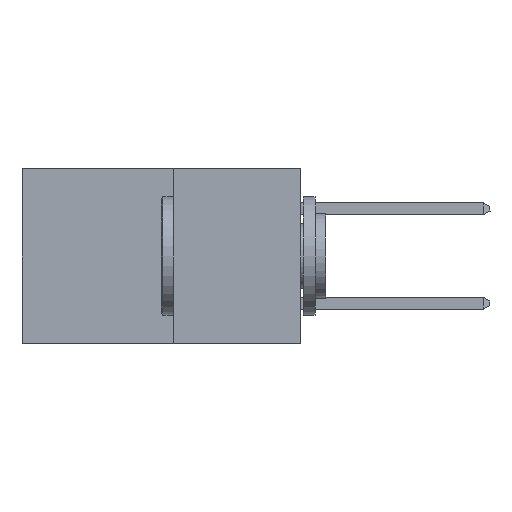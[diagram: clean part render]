
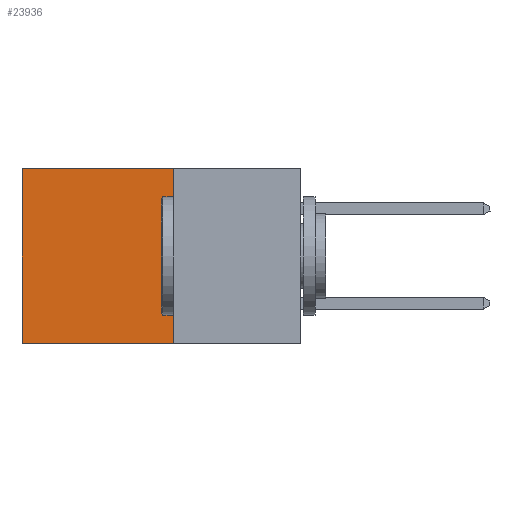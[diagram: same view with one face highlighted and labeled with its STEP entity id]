
A CAD part, left-side view. The second image highlights one B-rep face of the part: STEP entity #23936.
In plain terms, the highlighted planar face has unit normal (-1, 0, 0).
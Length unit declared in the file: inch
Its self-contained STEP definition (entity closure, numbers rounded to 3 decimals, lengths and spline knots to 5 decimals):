
#3851 = FACE_OUTER_BOUND ( 'NONE', #26819, .T. ) ;
#4415 = DIRECTION ( 'NONE',  ( 1., 0., 0. ) ) ;
#4958 = VECTOR ( 'NONE', #15148, 39.37008 ) ;
#5209 = CARTESIAN_POINT ( 'NONE',  ( 0.277, 0.59, 0. ) ) ;
#5245 = AXIS2_PLACEMENT_3D ( 'NONE', #29815, #4415, #20724 ) ;
#5363 = CARTESIAN_POINT ( 'NONE',  ( 0.277, 0.27, -0.37 ) ) ;
#5726 = LINE ( 'NONE', #15248, #4958 ) ;
#5836 = VECTOR ( 'NONE', #21286, 39.37008 ) ;
#6589 = LINE ( 'NONE', #18974, #5836 ) ;
#7924 = EDGE_CURVE ( 'NONE', #24198, #14305, #5726, .T. ) ;
#9014 = VECTOR ( 'NONE', #29361, 39.37008 ) ;
#10539 = VERTEX_POINT ( 'NONE', #5363 ) ;
#12774 = VERTEX_POINT ( 'NONE', #27369 ) ;
#13729 = PLANE ( 'NONE',  #5245 ) ;
#14305 = VERTEX_POINT ( 'NONE', #18924 ) ;
#15148 = DIRECTION ( 'NONE',  ( 0., 0., -1. ) ) ;
#15248 = CARTESIAN_POINT ( 'NONE',  ( 0.277, 0.59, -0.37 ) ) ;
#16273 = LINE ( 'NONE', #27644, #20972 ) ;
#17351 = LINE ( 'NONE', #26993, #9014 ) ;
#18489 = EDGE_CURVE ( 'NONE', #12774, #10539, #17351, .T. ) ;
#18504 = DIRECTION ( 'NONE',  ( 0., 1., 0. ) ) ;
#18924 = CARTESIAN_POINT ( 'NONE',  ( 0.277, 0.59, -0.37 ) ) ;
#18974 = CARTESIAN_POINT ( 'NONE',  ( 0.277, 0.27, -0.37 ) ) ;
#20724 = DIRECTION ( 'NONE',  ( 0., 0., -1. ) ) ;
#20972 = VECTOR ( 'NONE', #18504, 39.37008 ) ;
#21207 = ORIENTED_EDGE ( 'NONE', *, *, #21826, .F. ) ;
#21286 = DIRECTION ( 'NONE',  ( 0., 1., 0. ) ) ;
#21826 = EDGE_CURVE ( 'NONE', #10539, #14305, #6589, .T. ) ;
#23936 = ADVANCED_FACE ( 'NONE', ( #3851 ), #13729, .F. ) ;
#23972 = EDGE_CURVE ( 'NONE', #12774, #24198, #16273, .T. ) ;
#24198 = VERTEX_POINT ( 'NONE', #5209 ) ;
#26819 = EDGE_LOOP ( 'NONE', ( #28094, #21207, #27280, #27595 ) ) ;
#26993 = CARTESIAN_POINT ( 'NONE',  ( 0.277, 0.27, -0.37 ) ) ;
#27280 = ORIENTED_EDGE ( 'NONE', *, *, #18489, .F. ) ;
#27369 = CARTESIAN_POINT ( 'NONE',  ( 0.277, 0.27, 0. ) ) ;
#27595 = ORIENTED_EDGE ( 'NONE', *, *, #23972, .T. ) ;
#27644 = CARTESIAN_POINT ( 'NONE',  ( 0.277, 0.27, 0. ) ) ;
#28094 = ORIENTED_EDGE ( 'NONE', *, *, #7924, .T. ) ;
#29361 = DIRECTION ( 'NONE',  ( 0., 0., -1. ) ) ;
#29815 = CARTESIAN_POINT ( 'NONE',  ( 0.277, 0.27, -0.37 ) ) ;
